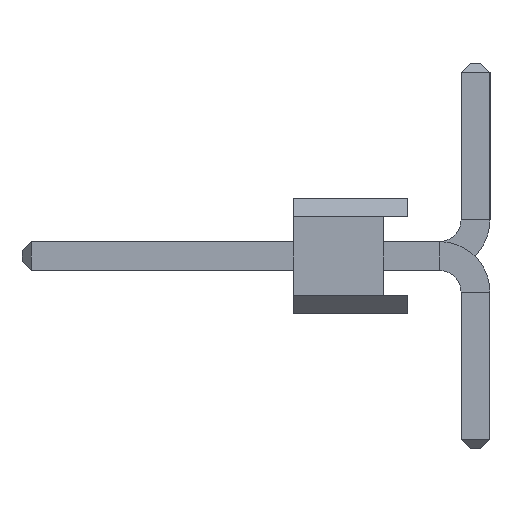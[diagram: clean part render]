
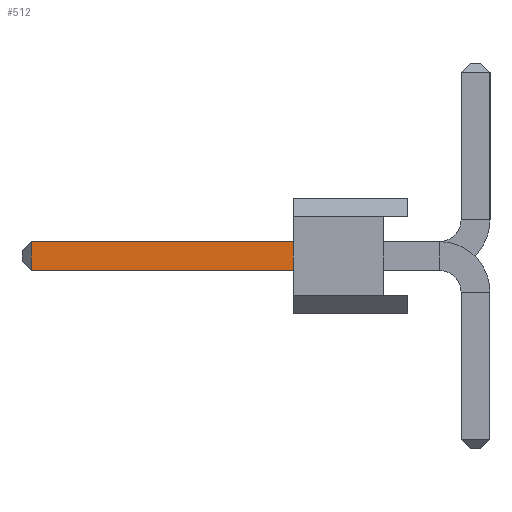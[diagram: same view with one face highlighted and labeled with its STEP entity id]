
A CAD part, left-side view. The second image highlights one B-rep face of the part: STEP entity #512.
In plain terms, the highlighted planar face has unit normal (-1, 0, 0).
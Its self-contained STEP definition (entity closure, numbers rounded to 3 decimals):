
#49 = LINE ( 'NONE', #549, #1627 ) ;
#140 = CARTESIAN_POINT ( 'NONE',  ( -0.32, -0.7, -0.32 ) ) ;
#142 = CARTESIAN_POINT ( 'NONE',  ( -0.32, 2.54, -0.32 ) ) ;
#240 = CARTESIAN_POINT ( 'NONE',  ( -0.32, -0.7, 0.32 ) ) ;
#282 = CARTESIAN_POINT ( 'NONE',  ( -0.32, 2.54, 0. ) ) ;
#325 = VECTOR ( 'NONE', #1622, 1000. ) ;
#364 = ORIENTED_EDGE ( 'NONE', *, *, #1075, .F. ) ;
#380 = LINE ( 'NONE', #817, #1400 ) ;
#412 = EDGE_CURVE ( 'NONE', #592, #804, #789, .T. ) ;
#447 = EDGE_CURVE ( 'NONE', #1233, #1123, #49, .T. ) ;
#511 = DIRECTION ( 'NONE',  ( 0., 0., -1. ) ) ;
#512 = ADVANCED_FACE ( 'NONE', ( #1059 ), #1810, .T. ) ;
#533 = ORIENTED_EDGE ( 'NONE', *, *, #1808, .T. ) ;
#549 = CARTESIAN_POINT ( 'NONE',  ( -0.32, -0.7, -0.32 ) ) ;
#585 = DIRECTION ( 'NONE',  ( 0., 0., -1. ) ) ;
#592 = VERTEX_POINT ( 'NONE', #1522 ) ;
#779 = LINE ( 'NONE', #282, #1896 ) ;
#789 = LINE ( 'NONE', #240, #325 ) ;
#804 = VERTEX_POINT ( 'NONE', #820 ) ;
#813 = ORIENTED_EDGE ( 'NONE', *, *, #447, .F. ) ;
#817 = CARTESIAN_POINT ( 'NONE',  ( -0.32, 8.34, -0.32 ) ) ;
#820 = CARTESIAN_POINT ( 'NONE',  ( -0.32, 8.34, 0.32 ) ) ;
#822 = EDGE_LOOP ( 'NONE', ( #1443, #533, #813, #364 ) ) ;
#1059 = FACE_OUTER_BOUND ( 'NONE', #822, .T. ) ;
#1075 = EDGE_CURVE ( 'NONE', #592, #1233, #779, .T. ) ;
#1101 = AXIS2_PLACEMENT_3D ( 'NONE', #140, #1817, #1203 ) ;
#1123 = VERTEX_POINT ( 'NONE', #1468 ) ;
#1203 = DIRECTION ( 'NONE',  ( 0., 0., 1. ) ) ;
#1233 = VERTEX_POINT ( 'NONE', #142 ) ;
#1400 = VECTOR ( 'NONE', #511, 1000. ) ;
#1443 = ORIENTED_EDGE ( 'NONE', *, *, #412, .T. ) ;
#1468 = CARTESIAN_POINT ( 'NONE',  ( -0.32, 8.34, -0.32 ) ) ;
#1522 = CARTESIAN_POINT ( 'NONE',  ( -0.32, 2.54, 0.32 ) ) ;
#1622 = DIRECTION ( 'NONE',  ( 0., 1., 0. ) ) ;
#1627 = VECTOR ( 'NONE', #1629, 1000. ) ;
#1629 = DIRECTION ( 'NONE',  ( 0., 1., 0. ) ) ;
#1808 = EDGE_CURVE ( 'NONE', #804, #1123, #380, .T. ) ;
#1810 = PLANE ( 'NONE',  #1101 ) ;
#1817 = DIRECTION ( 'NONE',  ( -1., 0., 0. ) ) ;
#1896 = VECTOR ( 'NONE', #585, 1000. ) ;
